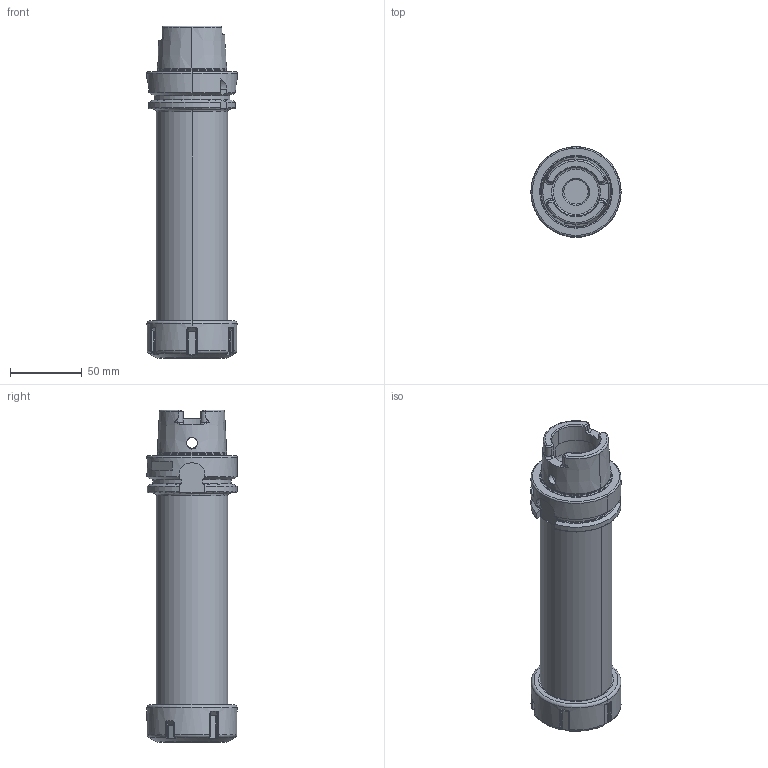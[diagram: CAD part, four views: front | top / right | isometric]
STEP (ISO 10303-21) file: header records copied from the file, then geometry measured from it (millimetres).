
FILE_DESCRIPTION((''),'2;1');
FILE_NAME('A63_02_26_3','2020-07-01T',('103090'),(''),'CREO PARAMETRIC BY PTC INC, 2015290','CREO PARAMETRIC BY PTC INC, 2015290','');
FILE_SCHEMA(('CONFIG_CONTROL_DESIGN'));
Length unit declared in the file: millimetre
Products named in the file (1): A63_02_26_3
Bounding box: 63 x 63 x 232 mm (x, y, z)
Volume: 371086.5 mm3; surface area: 65682.9 mm2
Topology: 1 solids, 1 shells, 345 faces, 851 edges, 515 vertices
Faces by surface type: plane 94, cylinder 87, bspline 58, torus 56, cone 38, sphere 12
Entity records: 13410 total; most frequent: CARTESIAN_POINT 5705, ORIENTED_EDGE 1698, DIRECTION 1461, EDGE_CURVE 849, AXIS2_PLACEMENT_3D 578, VERTEX_POINT 515, EDGE_LOOP 358, FACE_OUTER_BOUND 345
